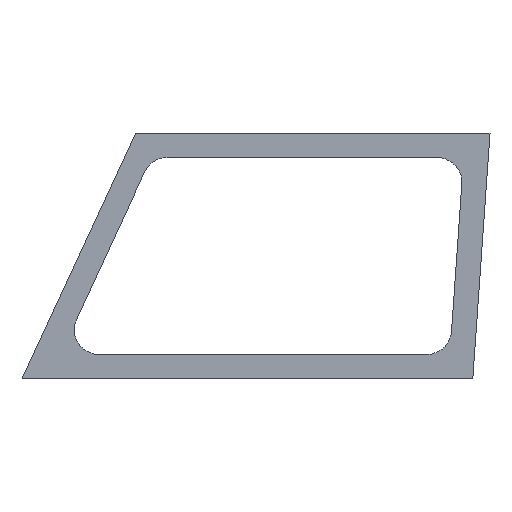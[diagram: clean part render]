
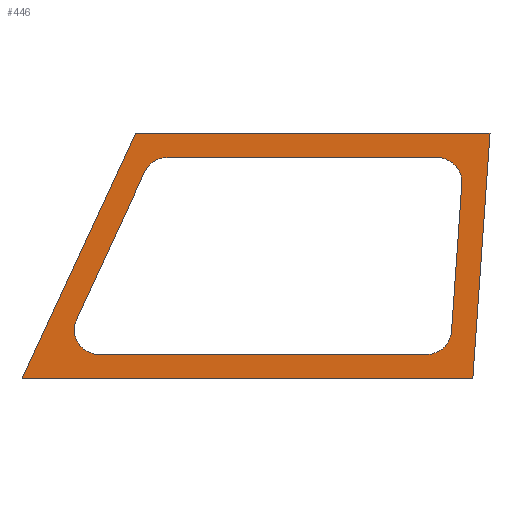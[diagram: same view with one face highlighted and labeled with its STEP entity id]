
A CAD part, top view. The second image highlights one B-rep face of the part: STEP entity #446.
In plain terms, the highlighted planar face has unit normal (0, 0, 1).
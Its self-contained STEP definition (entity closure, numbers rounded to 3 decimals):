
#42=CARTESIAN_POINT('Vertex',(183.,195.,3.)) ;
#56=CARTESIAN_POINT('Vertex',(458.,195.,3.)) ;
#59=CARTESIAN_POINT('Line Origine',(320.5,195.,3.)) ;
#87=CARTESIAN_POINT('Vertex',(468.489,345.,3.)) ;
#90=CARTESIAN_POINT('Line Origine',(463.245,270.,3.)) ;
#118=CARTESIAN_POINT('Vertex',(252.31,345.,3.)) ;
#121=CARTESIAN_POINT('Line Origine',(360.399,345.,3.)) ;
#143=CARTESIAN_POINT('Line Origine',(217.655,270.,3.)) ;
#160=CARTESIAN_POINT('Line Origine',(353.907,330.,3.)) ;
#164=CARTESIAN_POINT('Vertex',(436.318,330.,3.)) ;
#166=CARTESIAN_POINT('Vertex',(271.496,330.,3.)) ;
#200=CARTESIAN_POINT('Axis2P3D Location',(436.318,315.,3.)) ;
#204=CARTESIAN_POINT('Vertex',(451.281,313.954,3.)) ;
#231=CARTESIAN_POINT('Line Origine',(448.135,268.954,3.)) ;
#235=CARTESIAN_POINT('Vertex',(444.988,223.954,3.)) ;
#262=CARTESIAN_POINT('Axis2P3D Location',(430.025,225.,3.)) ;
#266=CARTESIAN_POINT('Vertex',(430.025,210.,3.)) ;
#293=CARTESIAN_POINT('Line Origine',(329.967,210.,3.)) ;
#297=CARTESIAN_POINT('Vertex',(229.91,210.,3.)) ;
#324=CARTESIAN_POINT('Axis2P3D Location',(229.91,225.,3.)) ;
#328=CARTESIAN_POINT('Vertex',(216.293,231.292,3.)) ;
#355=CARTESIAN_POINT('Line Origine',(237.086,276.292,3.)) ;
#359=CARTESIAN_POINT('Vertex',(257.879,321.292,3.)) ;
#386=CARTESIAN_POINT('Axis2P3D Location',(271.496,315.,3.)) ;
#425=CARTESIAN_POINT('Axis2P3D Location',(0.,0.,3.)) ;
#61=VECTOR('Line Direction',#60,1.) ;
#92=VECTOR('Line Direction',#91,1.) ;
#123=VECTOR('Line Direction',#122,1.) ;
#145=VECTOR('Line Direction',#144,1.) ;
#162=VECTOR('Line Direction',#161,1.) ;
#233=VECTOR('Line Direction',#232,1.) ;
#295=VECTOR('Line Direction',#294,1.) ;
#357=VECTOR('Line Direction',#356,1.) ;
#60=DIRECTION('Vector Direction',(1.,0.,0.)) ;
#91=DIRECTION('Vector Direction',(0.07,0.998,0.)) ;
#122=DIRECTION('Vector Direction',(-1.,0.,0.)) ;
#144=DIRECTION('Vector Direction',(-0.419,-0.908,0.)) ;
#161=DIRECTION('Vector Direction',(1.,0.,0.)) ;
#201=DIRECTION('Axis2P3D Direction',(0.,0.,1.)) ;
#232=DIRECTION('Vector Direction',(0.07,0.998,0.)) ;
#263=DIRECTION('Axis2P3D Direction',(0.,0.,1.)) ;
#294=DIRECTION('Vector Direction',(-1.,0.,0.)) ;
#325=DIRECTION('Axis2P3D Direction',(0.,0.,1.)) ;
#356=DIRECTION('Vector Direction',(-0.419,-0.908,0.)) ;
#387=DIRECTION('Axis2P3D Direction',(0.,0.,1.)) ;
#426=DIRECTION('Axis2P3D Direction',(0.,0.,1.)) ;
#427=DIRECTION('Axis2P3D XDirection',(1.,0.,0.)) ;
#202=AXIS2_PLACEMENT_3D('Circle Axis2P3D',#200,#201,$) ;
#264=AXIS2_PLACEMENT_3D('Circle Axis2P3D',#262,#263,$) ;
#326=AXIS2_PLACEMENT_3D('Circle Axis2P3D',#324,#325,$) ;
#388=AXIS2_PLACEMENT_3D('Circle Axis2P3D',#386,#387,$) ;
#428=AXIS2_PLACEMENT_3D('Plane Axis2P3D',#425,#426,#427) ;
#62=LINE('Line',#59,#61) ;
#93=LINE('Line',#90,#92) ;
#124=LINE('Line',#121,#123) ;
#146=LINE('Line',#143,#145) ;
#163=LINE('Line',#160,#162) ;
#234=LINE('Line',#231,#233) ;
#296=LINE('Line',#293,#295) ;
#358=LINE('Line',#355,#357) ;
#203=CIRCLE('generated circle',#202,15.) ;
#265=CIRCLE('generated circle',#264,15.) ;
#327=CIRCLE('generated circle',#326,15.) ;
#389=CIRCLE('generated circle',#388,15.) ;
#429=PLANE('',#428) ;
#445=FACE_BOUND('',#436,.T.) ;
#63=EDGE_CURVE('',#43,#57,#62,.T.) ;
#94=EDGE_CURVE('',#57,#88,#93,.T.) ;
#125=EDGE_CURVE('',#88,#119,#124,.T.) ;
#147=EDGE_CURVE('',#119,#43,#146,.T.) ;
#168=EDGE_CURVE('',#165,#167,#163,.F.) ;
#206=EDGE_CURVE('',#205,#165,#203,.T.) ;
#237=EDGE_CURVE('',#236,#205,#234,.T.) ;
#268=EDGE_CURVE('',#267,#236,#265,.T.) ;
#299=EDGE_CURVE('',#298,#267,#296,.F.) ;
#330=EDGE_CURVE('',#329,#298,#327,.T.) ;
#361=EDGE_CURVE('',#360,#329,#358,.T.) ;
#390=EDGE_CURVE('',#167,#360,#389,.T.) ;
#431=ORIENTED_EDGE('',*,*,#63,.T.) ;
#432=ORIENTED_EDGE('',*,*,#94,.T.) ;
#433=ORIENTED_EDGE('',*,*,#125,.T.) ;
#434=ORIENTED_EDGE('',*,*,#147,.T.) ;
#437=ORIENTED_EDGE('',*,*,#168,.F.) ;
#438=ORIENTED_EDGE('',*,*,#206,.F.) ;
#439=ORIENTED_EDGE('',*,*,#237,.F.) ;
#440=ORIENTED_EDGE('',*,*,#268,.F.) ;
#441=ORIENTED_EDGE('',*,*,#299,.F.) ;
#442=ORIENTED_EDGE('',*,*,#330,.F.) ;
#443=ORIENTED_EDGE('',*,*,#361,.F.) ;
#444=ORIENTED_EDGE('',*,*,#390,.F.) ;
#430=EDGE_LOOP('',(#431,#432,#433,#434)) ;
#436=EDGE_LOOP('',(#437,#438,#439,#440,#441,#442,#443,#444)) ;
#43=VERTEX_POINT('',#42) ;
#57=VERTEX_POINT('',#56) ;
#88=VERTEX_POINT('',#87) ;
#119=VERTEX_POINT('',#118) ;
#165=VERTEX_POINT('',#164) ;
#167=VERTEX_POINT('',#166) ;
#205=VERTEX_POINT('',#204) ;
#236=VERTEX_POINT('',#235) ;
#267=VERTEX_POINT('',#266) ;
#298=VERTEX_POINT('',#297) ;
#329=VERTEX_POINT('',#328) ;
#360=VERTEX_POINT('',#359) ;
#446=ADVANCED_FACE('PartBody',(#435,#445),#429,.T.) ;
#435=FACE_OUTER_BOUND('',#430,.T.) ;
